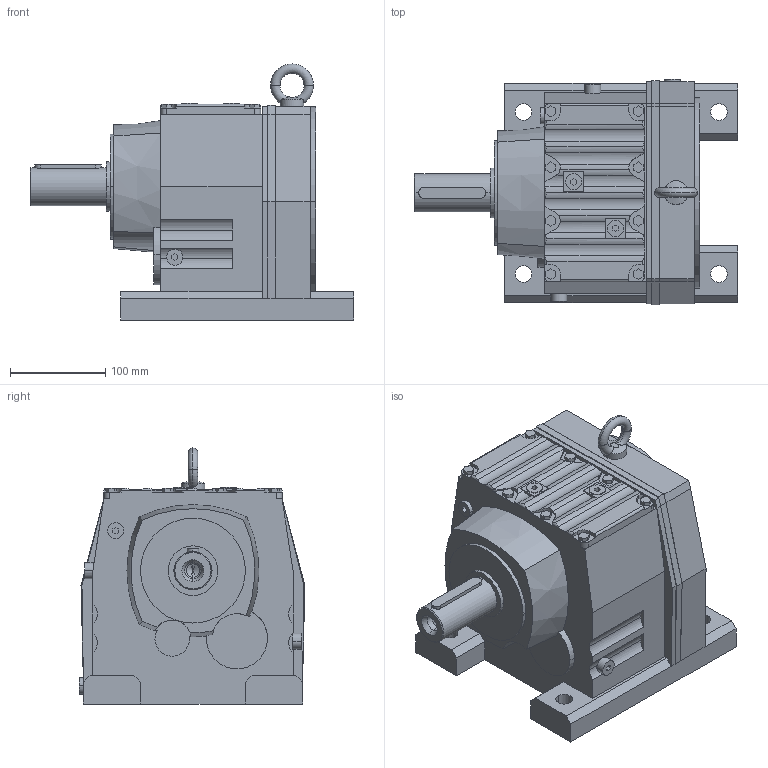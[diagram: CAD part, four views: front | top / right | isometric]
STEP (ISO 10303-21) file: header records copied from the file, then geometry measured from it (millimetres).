
FILE_DESCRIPTION(('STEP AP214'),'1');
FILE_NAME('cctmp_B87E5E4B-FFA4-48A6-A663-B09B236DC585_2021_6_3_10_48_47_463..stp','2021-06-03T08:48:47',('SEW-EURODRIVE GmbH & Co KG'),('CADClick - www.CADClick.com'),'Spatial InterOp 3D postprocessed',' ','unknown authorization');
FILE_SCHEMA(('AUTOMOTIVE_DESIGN'));
Length unit declared in the file: millimetre
Products named in the file (1): 1
Bounding box: 340 x 237 x 268.8 mm (x, y, z)
Volume: 8647124.6 mm3; surface area: 330156.6 mm2
Topology: 2 solids, 4 shells, 405 faces, 1049 edges, 679 vertices
Faces by surface type: plane 261, cylinder 121, cone 15, torus 8
Entity records: 14874 total; most frequent: CARTESIAN_POINT 3670, ORIENTED_EDGE 2094, DIRECTION 2013, EDGE_CURVE 1047, LINE 725, VECTOR 725, VERTEX_POINT 679, AXIS2_PLACEMENT_3D 644
